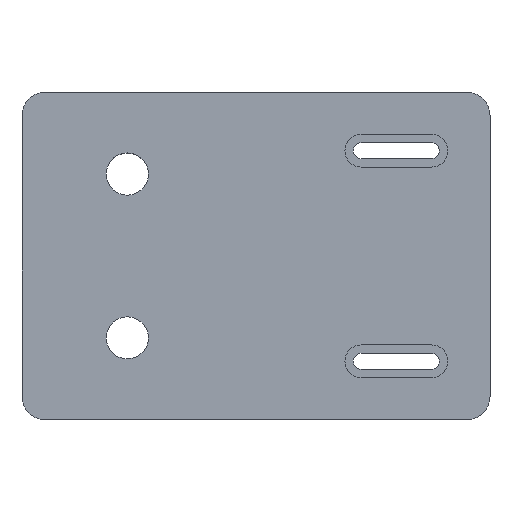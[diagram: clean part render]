
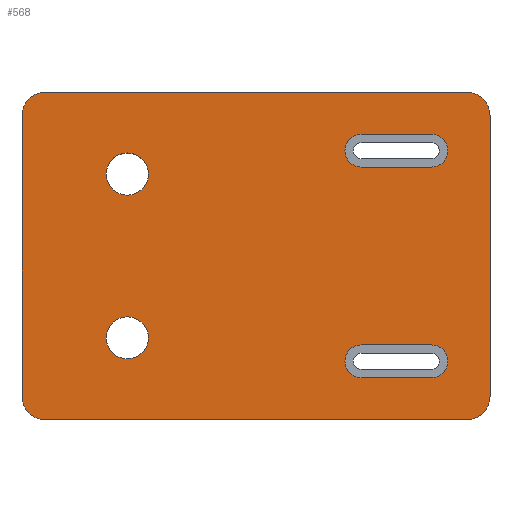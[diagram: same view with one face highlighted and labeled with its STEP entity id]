
A CAD part, top view. The second image highlights one B-rep face of the part: STEP entity #568.
In plain terms, the highlighted planar face has unit normal (0, 0, 1).
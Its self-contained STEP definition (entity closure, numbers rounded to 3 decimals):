
#21=FACE_BOUND('',#133,.T.);
#22=FACE_BOUND('',#134,.T.);
#23=FACE_BOUND('',#135,.T.);
#24=FACE_BOUND('',#136,.T.);
#39=CIRCLE('',#617,3.5);
#41=CIRCLE('',#621,3.5);
#43=CIRCLE('',#626,3.5);
#45=CIRCLE('',#630,3.5);
#47=CIRCLE('',#634,4.5);
#48=CIRCLE('',#636,4.5);
#49=CIRCLE('',#638,5.);
#50=CIRCLE('',#641,5.);
#51=CIRCLE('',#644,5.);
#52=CIRCLE('',#647,5.);
#96=FACE_OUTER_BOUND('',#132,.T.);
#132=EDGE_LOOP('',(#505,#506,#507,#508,#509,#510,#511,#512));
#133=EDGE_LOOP('',(#513,#514,#515,#516));
#134=EDGE_LOOP('',(#517,#518,#519,#520));
#135=EDGE_LOOP('',(#521));
#136=EDGE_LOOP('',(#522));
#157=LINE('',#891,#207);
#162=LINE('',#905,#212);
#165=LINE('',#916,#215);
#170=LINE('',#930,#220);
#178=LINE('',#955,#228);
#181=LINE('',#963,#231);
#184=LINE('',#971,#234);
#186=LINE('',#977,#236);
#207=VECTOR('',#720,10.);
#212=VECTOR('',#733,10.);
#215=VECTOR('',#746,10.);
#220=VECTOR('',#759,10.);
#228=VECTOR('',#789,10.);
#231=VECTOR('',#798,10.);
#234=VECTOR('',#807,10.);
#236=VECTOR('',#815,10.);
#263=VERTEX_POINT('',#889);
#264=VERTEX_POINT('',#890);
#267=VERTEX_POINT('',#898);
#269=VERTEX_POINT('',#904);
#271=VERTEX_POINT('',#914);
#272=VERTEX_POINT('',#915);
#275=VERTEX_POINT('',#923);
#277=VERTEX_POINT('',#929);
#279=VERTEX_POINT('',#939);
#280=VERTEX_POINT('',#943);
#281=VERTEX_POINT('',#947);
#282=VERTEX_POINT('',#948);
#283=VERTEX_POINT('',#953);
#284=VERTEX_POINT('',#957);
#285=VERTEX_POINT('',#961);
#286=VERTEX_POINT('',#965);
#287=VERTEX_POINT('',#969);
#288=VERTEX_POINT('',#973);
#323=EDGE_CURVE('',#263,#264,#157,.T.);
#327=EDGE_CURVE('',#267,#263,#39,.T.);
#330=EDGE_CURVE('',#269,#267,#162,.T.);
#333=EDGE_CURVE('',#264,#269,#41,.T.);
#335=EDGE_CURVE('',#271,#272,#165,.T.);
#339=EDGE_CURVE('',#275,#271,#43,.T.);
#342=EDGE_CURVE('',#277,#275,#170,.T.);
#345=EDGE_CURVE('',#272,#277,#45,.T.);
#347=EDGE_CURVE('',#279,#279,#47,.T.);
#349=EDGE_CURVE('',#280,#280,#48,.T.);
#351=EDGE_CURVE('',#281,#282,#49,.T.);
#355=EDGE_CURVE('',#281,#283,#178,.T.);
#356=EDGE_CURVE('',#284,#283,#50,.T.);
#359=EDGE_CURVE('',#284,#285,#181,.T.);
#360=EDGE_CURVE('',#286,#285,#51,.T.);
#363=EDGE_CURVE('',#286,#287,#184,.T.);
#364=EDGE_CURVE('',#288,#287,#52,.T.);
#366=EDGE_CURVE('',#288,#282,#186,.T.);
#505=ORIENTED_EDGE('',*,*,#351,.F.);
#506=ORIENTED_EDGE('',*,*,#355,.T.);
#507=ORIENTED_EDGE('',*,*,#356,.F.);
#508=ORIENTED_EDGE('',*,*,#359,.T.);
#509=ORIENTED_EDGE('',*,*,#360,.F.);
#510=ORIENTED_EDGE('',*,*,#363,.T.);
#511=ORIENTED_EDGE('',*,*,#364,.F.);
#512=ORIENTED_EDGE('',*,*,#366,.T.);
#513=ORIENTED_EDGE('',*,*,#323,.T.);
#514=ORIENTED_EDGE('',*,*,#333,.T.);
#515=ORIENTED_EDGE('',*,*,#330,.T.);
#516=ORIENTED_EDGE('',*,*,#327,.T.);
#517=ORIENTED_EDGE('',*,*,#335,.T.);
#518=ORIENTED_EDGE('',*,*,#345,.T.);
#519=ORIENTED_EDGE('',*,*,#342,.T.);
#520=ORIENTED_EDGE('',*,*,#339,.T.);
#521=ORIENTED_EDGE('',*,*,#347,.T.);
#522=ORIENTED_EDGE('',*,*,#349,.T.);
#538=PLANE('',#649);
#568=ADVANCED_FACE('',(#96,#21,#22,#23,#24),#538,.T.);
#617=AXIS2_PLACEMENT_3D('',#899,#726,#727);
#621=AXIS2_PLACEMENT_3D('',#910,#738,#739);
#626=AXIS2_PLACEMENT_3D('',#924,#752,#753);
#630=AXIS2_PLACEMENT_3D('',#935,#764,#765);
#634=AXIS2_PLACEMENT_3D('',#940,#772,#773);
#636=AXIS2_PLACEMENT_3D('',#944,#777,#778);
#638=AXIS2_PLACEMENT_3D('',#949,#782,#783);
#641=AXIS2_PLACEMENT_3D('',#958,#792,#793);
#644=AXIS2_PLACEMENT_3D('',#966,#801,#802);
#647=AXIS2_PLACEMENT_3D('',#974,#810,#811);
#649=AXIS2_PLACEMENT_3D('',#978,#816,#817);
#720=DIRECTION('',(-1.,0.,0.));
#726=DIRECTION('center_axis',(0.,0.,-1.));
#727=DIRECTION('ref_axis',(0.,-1.,0.));
#733=DIRECTION('',(1.,0.,0.));
#738=DIRECTION('center_axis',(0.,0.,-1.));
#739=DIRECTION('ref_axis',(0.,1.,0.));
#746=DIRECTION('',(-1.,0.,0.));
#752=DIRECTION('center_axis',(0.,0.,-1.));
#753=DIRECTION('ref_axis',(0.,-1.,0.));
#759=DIRECTION('',(1.,0.,0.));
#764=DIRECTION('center_axis',(0.,0.,-1.));
#765=DIRECTION('ref_axis',(0.,1.,0.));
#772=DIRECTION('center_axis',(0.,0.,-1.));
#773=DIRECTION('ref_axis',(1.,0.,0.));
#777=DIRECTION('center_axis',(0.,0.,-1.));
#778=DIRECTION('ref_axis',(1.,0.,0.));
#782=DIRECTION('center_axis',(0.,0.,-1.));
#783=DIRECTION('ref_axis',(-0.707,0.707,0.));
#789=DIRECTION('',(0.,-1.,0.));
#792=DIRECTION('center_axis',(0.,0.,-1.));
#793=DIRECTION('ref_axis',(-0.707,-0.707,0.));
#798=DIRECTION('',(1.,0.,0.));
#801=DIRECTION('center_axis',(0.,0.,-1.));
#802=DIRECTION('ref_axis',(0.707,-0.707,0.));
#807=DIRECTION('',(0.,1.,0.));
#810=DIRECTION('center_axis',(0.,0.,-1.));
#811=DIRECTION('ref_axis',(0.707,0.707,0.));
#815=DIRECTION('',(-1.,0.,0.));
#816=DIRECTION('center_axis',(0.,0.,1.));
#817=DIRECTION('ref_axis',(1.,0.,0.));
#889=CARTESIAN_POINT('',(37.5,-26.,10.));
#890=CARTESIAN_POINT('',(22.5,-26.,10.));
#891=CARTESIAN_POINT('',(18.75,-26.,10.));
#898=CARTESIAN_POINT('',(37.5,-19.,10.));
#899=CARTESIAN_POINT('Origin',(37.5,-22.5,10.));
#904=CARTESIAN_POINT('',(22.5,-19.,10.));
#905=CARTESIAN_POINT('',(11.25,-19.,10.));
#910=CARTESIAN_POINT('Origin',(22.5,-22.5,10.));
#914=CARTESIAN_POINT('',(37.5,19.,10.));
#915=CARTESIAN_POINT('',(22.5,19.,10.));
#916=CARTESIAN_POINT('',(18.75,19.,10.));
#923=CARTESIAN_POINT('',(37.5,26.,10.));
#924=CARTESIAN_POINT('Origin',(37.5,22.5,10.));
#929=CARTESIAN_POINT('',(22.5,26.,10.));
#930=CARTESIAN_POINT('',(11.25,26.,10.));
#935=CARTESIAN_POINT('Origin',(22.5,22.5,10.));
#939=CARTESIAN_POINT('',(-32.,17.5,10.));
#940=CARTESIAN_POINT('Origin',(-27.5,17.5,10.));
#943=CARTESIAN_POINT('',(-32.,-17.5,10.));
#944=CARTESIAN_POINT('Origin',(-27.5,-17.5,10.));
#947=CARTESIAN_POINT('',(-50.,30.,10.));
#948=CARTESIAN_POINT('',(-45.,35.,10.));
#949=CARTESIAN_POINT('Origin',(-45.,30.,10.));
#953=CARTESIAN_POINT('',(-50.,-30.,10.));
#955=CARTESIAN_POINT('',(-50.,35.,10.));
#957=CARTESIAN_POINT('',(-45.,-35.,10.));
#958=CARTESIAN_POINT('Origin',(-45.,-30.,10.));
#961=CARTESIAN_POINT('',(45.,-35.,10.));
#963=CARTESIAN_POINT('',(-50.,-35.,10.));
#965=CARTESIAN_POINT('',(50.,-30.,10.));
#966=CARTESIAN_POINT('Origin',(45.,-30.,10.));
#969=CARTESIAN_POINT('',(50.,30.,10.));
#971=CARTESIAN_POINT('',(50.,-35.,10.));
#973=CARTESIAN_POINT('',(45.,35.,10.));
#974=CARTESIAN_POINT('Origin',(45.,30.,10.));
#977=CARTESIAN_POINT('',(50.,35.,10.));
#978=CARTESIAN_POINT('Origin',(0.,0.,10.));
